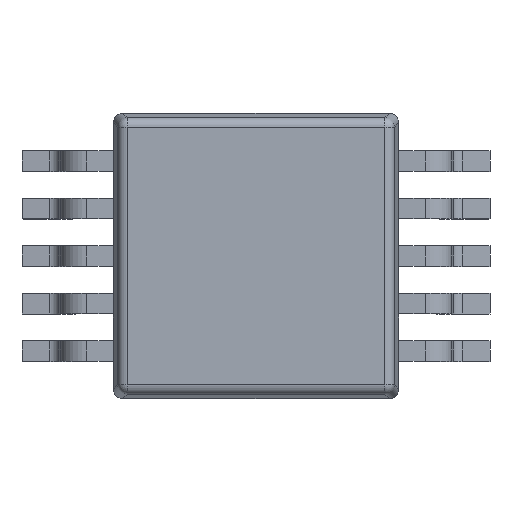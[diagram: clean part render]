
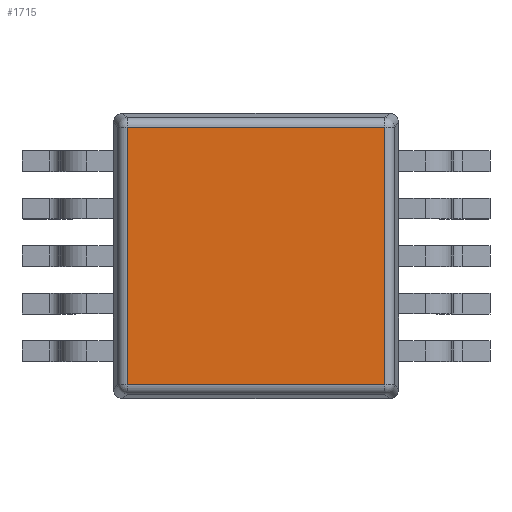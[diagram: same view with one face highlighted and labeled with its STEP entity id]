
A CAD part, top view. The second image highlights one B-rep face of the part: STEP entity #1715.
In plain terms, the highlighted face is planar.
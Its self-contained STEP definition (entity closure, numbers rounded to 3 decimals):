
#563=DIRECTION('',(0.,0.,1.));
#564=VECTOR('',#563,2.712);
#565=CARTESIAN_POINT('',(-1.356,0.342,-1.356));
#566=LINE('',#565,#564);
#577=DIRECTION('',(1.,0.,0.));
#578=VECTOR('',#577,2.712);
#579=CARTESIAN_POINT('',(-1.356,0.342,1.356));
#580=LINE('',#579,#578);
#1165=DIRECTION('',(0.,0.,-1.));
#1166=VECTOR('',#1165,2.712);
#1167=CARTESIAN_POINT('',(1.356,0.342,1.356));
#1168=LINE('',#1167,#1166);
#1203=DIRECTION('',(-1.,0.,0.));
#1204=VECTOR('',#1203,2.712);
#1205=CARTESIAN_POINT('',(1.356,0.342,-1.356));
#1206=LINE('',#1205,#1204);
#1217=CARTESIAN_POINT('',(1.356,0.342,1.356));
#1218=CARTESIAN_POINT('',(1.356,0.342,-1.356));
#1219=VERTEX_POINT('',#1217);
#1220=VERTEX_POINT('',#1218);
#1225=CARTESIAN_POINT('',(-1.356,0.342,-1.356));
#1226=VERTEX_POINT('',#1225);
#1231=CARTESIAN_POINT('',(-1.356,0.342,1.356));
#1232=VERTEX_POINT('',#1231);
#1701=CARTESIAN_POINT('',(0.,0.342,0.));
#1702=DIRECTION('',(0.,1.,0.));
#1703=DIRECTION('',(1.,0.,0.));
#1704=AXIS2_PLACEMENT_3D('',#1701,#1702,#1703);
#1705=PLANE('',#1704);
#1707=ORIENTED_EDGE('',*,*,#1706,.F.);
#1708=ORIENTED_EDGE('',*,*,#1692,.F.);
#1710=ORIENTED_EDGE('',*,*,#1709,.F.);
#1712=ORIENTED_EDGE('',*,*,#1711,.F.);
#1713=EDGE_LOOP('',(#1707,#1708,#1710,#1712));
#1714=FACE_OUTER_BOUND('',#1713,.F.);
#1692=EDGE_CURVE('',#1226,#1232,#566,.T.);
#1706=EDGE_CURVE('',#1232,#1219,#580,.T.);
#1709=EDGE_CURVE('',#1220,#1226,#1206,.T.);
#1711=EDGE_CURVE('',#1219,#1220,#1168,.T.);
#1715=ADVANCED_FACE('',(#1714),#1705,.T.);
